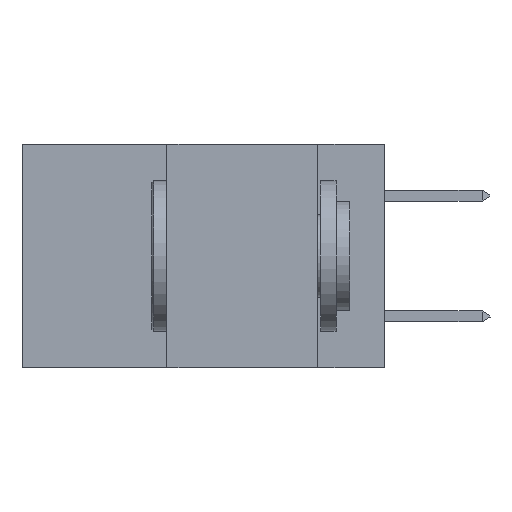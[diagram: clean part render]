
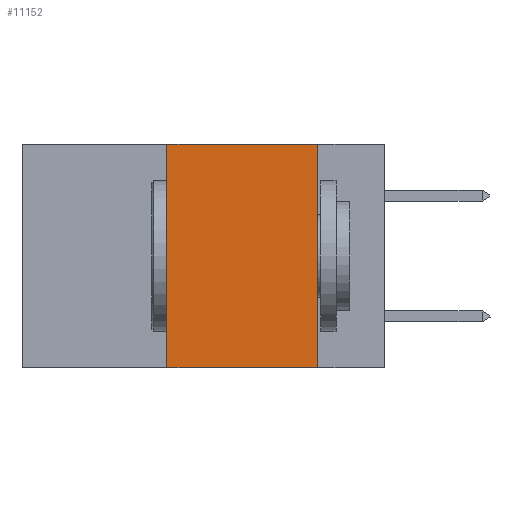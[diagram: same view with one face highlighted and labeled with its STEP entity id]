
A CAD part, left-side view. The second image highlights one B-rep face of the part: STEP entity #11152.
In plain terms, the highlighted planar face has unit normal (-1, 0, 0).
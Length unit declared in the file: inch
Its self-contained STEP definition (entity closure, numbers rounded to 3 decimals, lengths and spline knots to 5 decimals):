
#80 = CARTESIAN_POINT ( 'NONE',  ( 0., 0.6, 0. ) ) ;
#368 = ORIENTED_EDGE ( 'NONE', *, *, #13063, .F. ) ;
#719 = VERTEX_POINT ( 'NONE', #1260 ) ;
#1182 = ORIENTED_EDGE ( 'NONE', *, *, #1850, .T. ) ;
#1260 = CARTESIAN_POINT ( 'NONE',  ( 0., 0.11, 0. ) ) ;
#1532 = VECTOR ( 'NONE', #10073, 39.37008 ) ;
#1850 = EDGE_CURVE ( 'NONE', #2101, #2252, #8977, .T. ) ;
#1949 = CARTESIAN_POINT ( 'NONE',  ( 0., 0.11, -0.37 ) ) ;
#1977 = DIRECTION ( 'NONE',  ( 0., -1., 0. ) ) ;
#1989 = CARTESIAN_POINT ( 'NONE',  ( 0., 0.6, 0. ) ) ;
#2078 = VECTOR ( 'NONE', #7862, 39.37008 ) ;
#2101 = VERTEX_POINT ( 'NONE', #6852 ) ;
#2252 = VERTEX_POINT ( 'NONE', #1949 ) ;
#2376 = DIRECTION ( 'NONE',  ( 0., 0., -1. ) ) ;
#4481 = LINE ( 'NONE', #7991, #1532 ) ;
#4654 = LINE ( 'NONE', #1989, #12546 ) ;
#4975 = LINE ( 'NONE', #11920, #2078 ) ;
#6233 = VECTOR ( 'NONE', #1977, 39.37008 ) ;
#6852 = CARTESIAN_POINT ( 'NONE',  ( 0., 0.36, -0.37 ) ) ;
#7392 = ORIENTED_EDGE ( 'NONE', *, *, #7876, .F. ) ;
#7712 = PLANE ( 'NONE',  #11438 ) ;
#7862 = DIRECTION ( 'NONE',  ( 0., 0., -1. ) ) ;
#7876 = EDGE_CURVE ( 'NONE', #8622, #719, #4654, .T. ) ;
#7991 = CARTESIAN_POINT ( 'NONE',  ( 0., 0.36, 0. ) ) ;
#8360 = DIRECTION ( 'NONE',  ( 0., -1., 0. ) ) ;
#8622 = VERTEX_POINT ( 'NONE', #11749 ) ;
#8725 = DIRECTION ( 'NONE',  ( 1., 0., 0. ) ) ;
#8977 = LINE ( 'NONE', #12404, #6233 ) ;
#10073 = DIRECTION ( 'NONE',  ( 0., 0., 1. ) ) ;
#10325 = ORIENTED_EDGE ( 'NONE', *, *, #12348, .F. ) ;
#10706 = EDGE_LOOP ( 'NONE', ( #10325, #7392, #368, #1182 ) ) ;
#11152 = ADVANCED_FACE ( 'NONE', ( #12595 ), #7712, .F. ) ;
#11438 = AXIS2_PLACEMENT_3D ( 'NONE', #80, #8725, #2376 ) ;
#11749 = CARTESIAN_POINT ( 'NONE',  ( 0., 0.36, 0. ) ) ;
#11920 = CARTESIAN_POINT ( 'NONE',  ( 0., 0.11, 0. ) ) ;
#12348 = EDGE_CURVE ( 'NONE', #719, #2252, #4975, .T. ) ;
#12404 = CARTESIAN_POINT ( 'NONE',  ( 0., 0.6, -0.37 ) ) ;
#12546 = VECTOR ( 'NONE', #8360, 39.37008 ) ;
#12595 = FACE_OUTER_BOUND ( 'NONE', #10706, .T. ) ;
#13063 = EDGE_CURVE ( 'NONE', #2101, #8622, #4481, .T. ) ;
